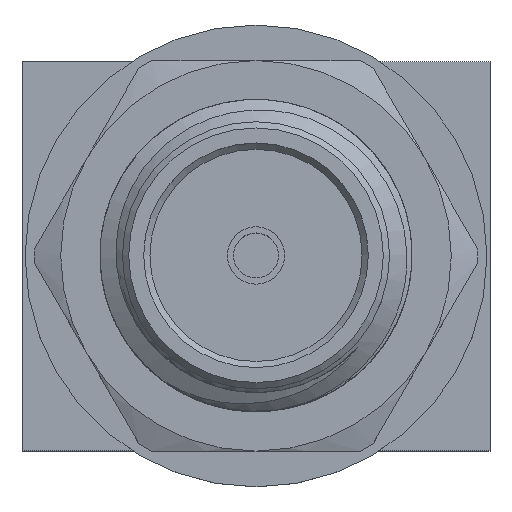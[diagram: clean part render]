
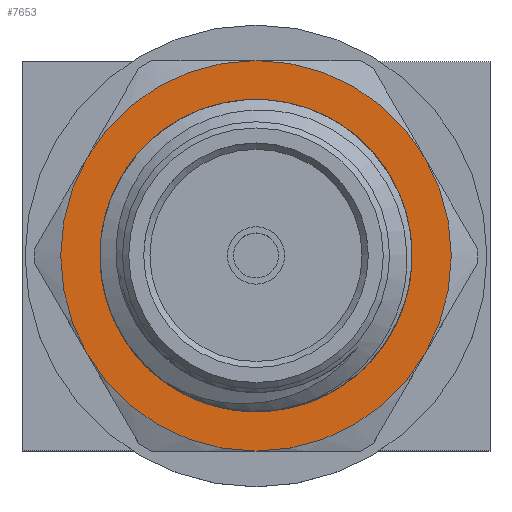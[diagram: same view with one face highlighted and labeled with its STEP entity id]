
A CAD part, top view. The second image highlights one B-rep face of the part: STEP entity #7653.
In plain terms, the highlighted planar face has unit normal (0, 0, 1).
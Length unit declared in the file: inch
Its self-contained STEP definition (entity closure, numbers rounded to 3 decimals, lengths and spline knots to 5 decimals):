
#125 = DIRECTION ( 'NONE',  ( 1., 0., 0. ) ) ;
#165 = B_SPLINE_CURVE_WITH_KNOTS ( 'NONE', 3,
 ( #1393, #1365, #2157, #1264, #3599, #2093, #583, #8960 ),
 .UNSPECIFIED., .F., .F.,
 ( 4, 2, 2, 4 ),
 ( 0.00139, 0.0018, 0.00221, 0.00303 ),
 .UNSPECIFIED. ) ;
#400 = EDGE_CURVE ( 'NONE', #3239, #2368, #9134, .T. ) ;
#583 = CARTESIAN_POINT ( 'NONE',  ( -0.11559, 0.047, 0.185 ) ) ;
#584 = AXIS2_PLACEMENT_3D ( 'NONE', #9029, #9084, #4499 ) ;
#623 = EDGE_CURVE ( 'NONE', #5167, #9022, #7112, .T. ) ;
#793 = EDGE_CURVE ( 'NONE', #3239, #5167, #8312, .T. ) ;
#941 = CIRCLE ( 'NONE', #9387, 0.1565 ) ;
#1099 = DIRECTION ( 'NONE',  ( 1., 0., 0. ) ) ;
#1117 = AXIS2_PLACEMENT_3D ( 'NONE', #1177, #4177, #7350 ) ;
#1177 = CARTESIAN_POINT ( 'NONE',  ( 0., 0., 0.185 ) ) ;
#1264 = CARTESIAN_POINT ( 'NONE',  ( -0.12146, 0.01513, 0.185 ) ) ;
#1275 = ORIENTED_EDGE ( 'NONE', *, *, #793, .T. ) ;
#1365 = CARTESIAN_POINT ( 'NONE',  ( -0.12145, -0.00108, 0.185 ) ) ;
#1391 = CIRCLE ( 'NONE', #1507, 0.1565 ) ;
#1393 = CARTESIAN_POINT ( 'NONE',  ( -0.12085, -0.00644, 0.185 ) ) ;
#1401 = VERTEX_POINT ( 'NONE', #3641 ) ;
#1507 = AXIS2_PLACEMENT_3D ( 'NONE', #3332, #2579, #5690 ) ;
#1860 = CARTESIAN_POINT ( 'NONE',  ( -0.13553, 0.07825, 0.185 ) ) ;
#1918 = ORIENTED_EDGE ( 'NONE', *, *, #6275, .T. ) ;
#2093 = CARTESIAN_POINT ( 'NONE',  ( -0.11856, 0.03664, 0.185 ) ) ;
#2157 = CARTESIAN_POINT ( 'NONE',  ( -0.12168, 0.00431, 0.185 ) ) ;
#2368 = VERTEX_POINT ( 'NONE', #4028 ) ;
#2423 = CARTESIAN_POINT ( 'NONE',  ( 0., 0., 0.185 ) ) ;
#2428 = ORIENTED_EDGE ( 'NONE', *, *, #5683, .T. ) ;
#2491 = EDGE_CURVE ( 'NONE', #4983, #5186, #7925, .T. ) ;
#2507 = CARTESIAN_POINT ( 'NONE',  ( 0.00347, 0.12275, 0.185 ) ) ;
#2560 = EDGE_LOOP ( 'NONE', ( #6769, #1275, #4813, #3714 ) ) ;
#2579 = DIRECTION ( 'NONE',  ( 0., 0., 1. ) ) ;
#2705 = CIRCLE ( 'NONE', #2842, 0.1565 ) ;
#2762 = DIRECTION ( 'NONE',  ( 0., 0., 1. ) ) ;
#2842 = AXIS2_PLACEMENT_3D ( 'NONE', #2423, #7918, #125 ) ;
#2847 = ORIENTED_EDGE ( 'NONE', *, *, #2491, .T. ) ;
#2935 = CARTESIAN_POINT ( 'NONE',  ( 0., 0., 0.185 ) ) ;
#2943 = CIRCLE ( 'NONE', #4587, 0.1565 ) ;
#3153 = EDGE_CURVE ( 'NONE', #8660, #5866, #941, .T. ) ;
#3239 = VERTEX_POINT ( 'NONE', #9773 ) ;
#3286 = EDGE_CURVE ( 'NONE', #9022, #2368, #165, .T. ) ;
#3294 = CARTESIAN_POINT ( 'NONE',  ( 0.01388, 0.12132, 0.185 ) ) ;
#3332 = CARTESIAN_POINT ( 'NONE',  ( 0., 0., 0.185 ) ) ;
#3377 = DIRECTION ( 'NONE',  ( 0., 0., 1. ) ) ;
#3599 = CARTESIAN_POINT ( 'NONE',  ( -0.12099, 0.0206, 0.185 ) ) ;
#3641 = CARTESIAN_POINT ( 'NONE',  ( 0., 0.1565, 0.185 ) ) ;
#3658 = PLANE ( 'NONE',  #584 ) ;
#3714 = ORIENTED_EDGE ( 'NONE', *, *, #3286, .T. ) ;
#3715 = DIRECTION ( 'NONE',  ( 0., 0., 1. ) ) ;
#3823 = CIRCLE ( 'NONE', #8016, 0.1565 ) ;
#4028 = CARTESIAN_POINT ( 'NONE',  ( -0.11124, 0.05701, 0.185 ) ) ;
#4177 = DIRECTION ( 'NONE',  ( 0., 0., 1. ) ) ;
#4499 = DIRECTION ( 'NONE',  ( 1., 0., 0. ) ) ;
#4587 = AXIS2_PLACEMENT_3D ( 'NONE', #2935, #3715, #6034 ) ;
#4626 = CARTESIAN_POINT ( 'NONE',  ( 0., 0., 0.185 ) ) ;
#4813 = ORIENTED_EDGE ( 'NONE', *, *, #623, .T. ) ;
#4902 = CARTESIAN_POINT ( 'NONE',  ( -0.0375, 0.11924, 0.185 ) ) ;
#4983 = VERTEX_POINT ( 'NONE', #6980 ) ;
#4992 = ORIENTED_EDGE ( 'NONE', *, *, #7426, .T. ) ;
#5097 = CARTESIAN_POINT ( 'NONE',  ( 0.02381, 0.11865, 0.185 ) ) ;
#5167 = VERTEX_POINT ( 'NONE', #5097 ) ;
#5186 = VERTEX_POINT ( 'NONE', #8972 ) ;
#5266 = ORIENTED_EDGE ( 'NONE', *, *, #5745, .T. ) ;
#5631 = DIRECTION ( 'NONE',  ( 0., 0., 1. ) ) ;
#5683 = EDGE_CURVE ( 'NONE', #5866, #4983, #2943, .T. ) ;
#5690 = DIRECTION ( 'NONE',  ( 1., 0., 0. ) ) ;
#5696 = CARTESIAN_POINT ( 'NONE',  ( 0., 0., 0.185 ) ) ;
#5745 = EDGE_CURVE ( 'NONE', #1401, #8660, #2705, .T. ) ;
#5866 = VERTEX_POINT ( 'NONE', #8692 ) ;
#5909 = CARTESIAN_POINT ( 'NONE',  ( 0., 0., 0.185 ) ) ;
#6034 = DIRECTION ( 'NONE',  ( 1., 0., 0. ) ) ;
#6110 = DIRECTION ( 'NONE',  ( 1., 0., 0. ) ) ;
#6172 = AXIS2_PLACEMENT_3D ( 'NONE', #5909, #2762, #6677 ) ;
#6275 = EDGE_CURVE ( 'NONE', #6824, #1401, #1391, .T. ) ;
#6357 = CARTESIAN_POINT ( 'NONE',  ( 0., 0., 0.185 ) ) ;
#6420 = DIRECTION ( 'NONE',  ( 1., 0., 0. ) ) ;
#6677 = DIRECTION ( 'NONE',  ( 1., 0., 0. ) ) ;
#6769 = ORIENTED_EDGE ( 'NONE', *, *, #400, .F. ) ;
#6824 = VERTEX_POINT ( 'NONE', #8451 ) ;
#6980 = CARTESIAN_POINT ( 'NONE',  ( 0., -0.1565, 0.185 ) ) ;
#7001 = CARTESIAN_POINT ( 'NONE',  ( -0.12085, -0.00644, 0.185 ) ) ;
#7112 = CIRCLE ( 'NONE', #7537, 0.12102 ) ;
#7350 = DIRECTION ( 'NONE',  ( 1., 0., 0. ) ) ;
#7426 = EDGE_CURVE ( 'NONE', #5186, #6824, #3823, .T. ) ;
#7527 = ORIENTED_EDGE ( 'NONE', *, *, #3153, .T. ) ;
#7537 = AXIS2_PLACEMENT_3D ( 'NONE', #4626, #7697, #6110 ) ;
#7564 = FACE_OUTER_BOUND ( 'NONE', #8850, .T. ) ;
#7653 = ADVANCED_FACE ( 'NONE', ( #7564, #9580 ), #3658, .T. ) ;
#7697 = DIRECTION ( 'NONE',  ( 0., 0., -1. ) ) ;
#7918 = DIRECTION ( 'NONE',  ( 0., 0., 1. ) ) ;
#7925 = CIRCLE ( 'NONE', #1117, 0.1565 ) ;
#7940 = CARTESIAN_POINT ( 'NONE',  ( -0.02738, 0.12176, 0.185 ) ) ;
#8003 = CARTESIAN_POINT ( 'NONE',  ( -0.01716, 0.12295, 0.185 ) ) ;
#8016 = AXIS2_PLACEMENT_3D ( 'NONE', #5696, #3377, #1099 ) ;
#8312 = B_SPLINE_CURVE_WITH_KNOTS ( 'NONE', 3,
 ( #4902, #7940, #8003, #2507, #3294, #8713 ),
 .UNSPECIFIED., .F., .F.,
 ( 4, 2, 4 ),
 ( 0., 0.00078, 0.00157 ),
 .UNSPECIFIED. ) ;
#8451 = CARTESIAN_POINT ( 'NONE',  ( 0.13553, 0.07825, 0.185 ) ) ;
#8660 = VERTEX_POINT ( 'NONE', #1860 ) ;
#8692 = CARTESIAN_POINT ( 'NONE',  ( -0.13553, -0.07825, 0.185 ) ) ;
#8713 = CARTESIAN_POINT ( 'NONE',  ( 0.02381, 0.11865, 0.185 ) ) ;
#8850 = EDGE_LOOP ( 'NONE', ( #4992, #1918, #5266, #7527, #2428, #2847 ) ) ;
#8960 = CARTESIAN_POINT ( 'NONE',  ( -0.11124, 0.05701, 0.185 ) ) ;
#8972 = CARTESIAN_POINT ( 'NONE',  ( 0.13553, -0.07825, 0.185 ) ) ;
#9022 = VERTEX_POINT ( 'NONE', #7001 ) ;
#9029 = CARTESIAN_POINT ( 'NONE',  ( 0., 0., 0.185 ) ) ;
#9084 = DIRECTION ( 'NONE',  ( 0., 0., 1. ) ) ;
#9134 = CIRCLE ( 'NONE', #6172, 0.125 ) ;
#9387 = AXIS2_PLACEMENT_3D ( 'NONE', #6357, #5631, #6420 ) ;
#9580 = FACE_BOUND ( 'NONE', #2560, .T. ) ;
#9773 = CARTESIAN_POINT ( 'NONE',  ( -0.0375, 0.11924, 0.185 ) ) ;
